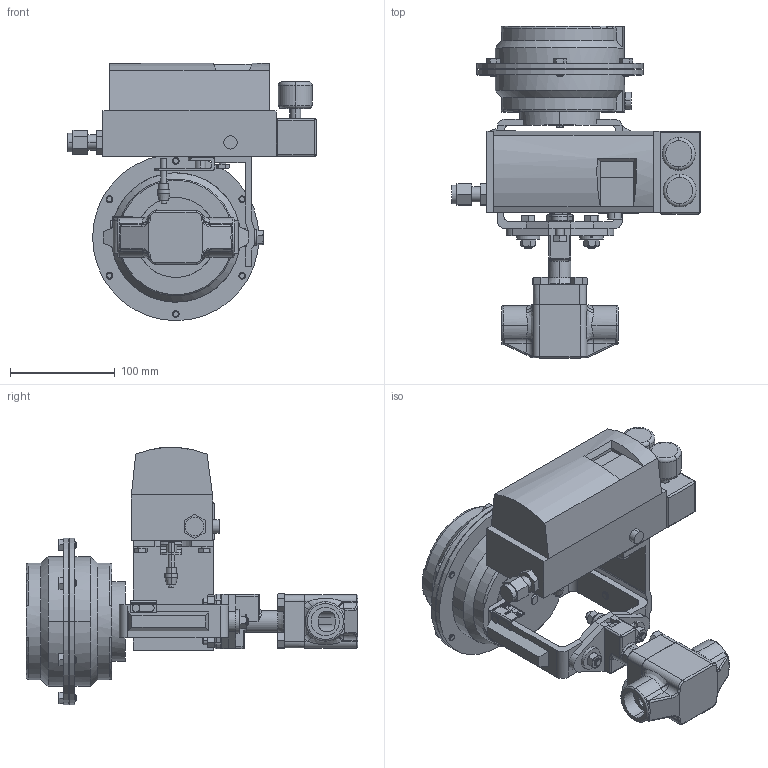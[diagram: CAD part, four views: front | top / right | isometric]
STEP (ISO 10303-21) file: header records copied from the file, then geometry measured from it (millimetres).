
FILE_DESCRIPTION (( 'STEP AP203' ), '1' );
FILE_NAME ('708SP-075-CS+S6-SW-14M-16IQ.STEP', '2017-09-14T13:50:16', ( '' ), ( '' ), 'SwSTEP 2.0', 'SolidWorks 2014', '' );
FILE_SCHEMA (( 'CONFIG_CONTROL_DESIGN' ));
Products named in the file (1): 708SP-075-CS+S6-SW-14M-16IQ
Bounding box: 236.54 x 316.42 x 245.46 mm (x, y, z)
Volume: 2700535.6 mm3; surface area: 262156.6 mm2
Topology: 1 solids, 1 shells, 997 faces, 2458 edges, 1521 vertices
Faces by surface type: plane 460, cylinder 222, cone 175, bspline 80, torus 50, sphere 10
Entity records: 37969 total; most frequent: CARTESIAN_POINT 15146, ORIENTED_EDGE 4892, DIRECTION 4479, EDGE_CURVE 2446, AXIS2_PLACEMENT_3D 1637, VERTEX_POINT 1521, LINE 1205, VECTOR 1205
